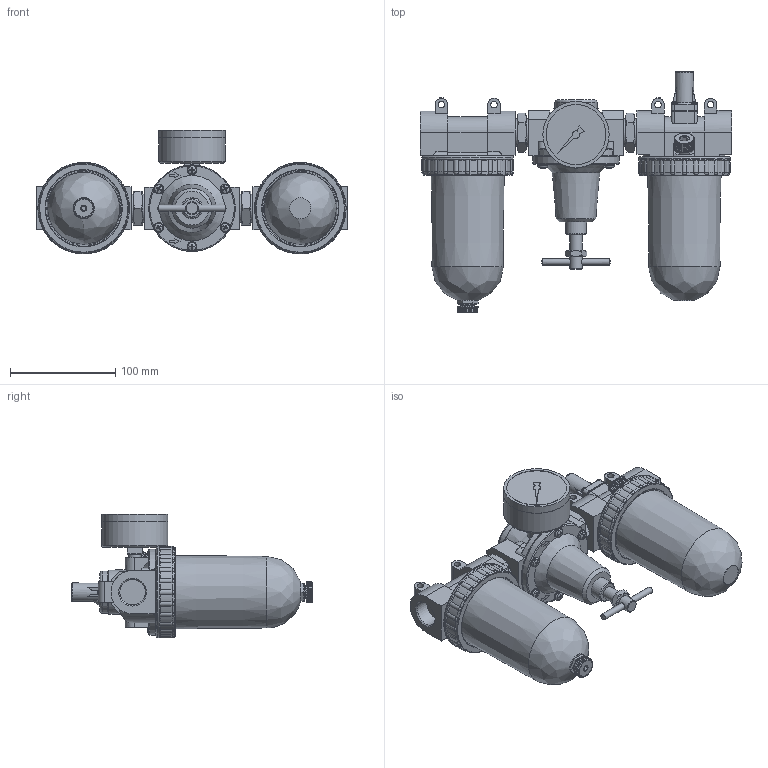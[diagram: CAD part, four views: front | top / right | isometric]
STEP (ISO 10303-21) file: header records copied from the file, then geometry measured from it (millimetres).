
FILE_DESCRIPTION( ( 'STEP AP203' ), ' ' );
FILE_NAME( '9.3034.00.035.0V.stp', '2017-04-18T09:45:04', ( '' ), ( '' ), ' ', 'PARTsolutions', ' ' );
FILE_SCHEMA( ( 'CONFIG_CONTROL_DESIGN' ) );
Length unit declared in the file: millimetre
Products named in the file (8): 9.3034.00.035.0V; _650 D/K-1; _650 D/K-1-3; _637.40 C-1(01)-1; _FRO-2; _761 K-1; _761 K-2; _252.07
Assembly tree (8 placements, depth 2):
  9.3034.00.035.0V
    _650 D/K-1
    _650 D/K-1-3
    _637.40 C-1(01)-1
    _FRO-2
    _761 K-1
    _761 K-2
    _252.07  x2
Bounding box: 296 x 229 x 117.8 mm (x, y, z)
Volume: 1710858.1 mm3; surface area: 195607.7 mm2
Topology: 8 solids, 8 shells, 959 faces, 2409 edges, 1524 vertices
Faces by surface type: plane 442, cylinder 289, cone 127, sphere 60, torus 39, bspline 2
Full cylindrical faces by diameter (mm): 4 x1, 5 x2, 6 x2, 6.2 x4, 8 x1, 8.5 x6, 9 x1, 9.2 x1, 10 x1, 11.445 x2, 12 x2, 13.157 x1, 14 x1, 16 x2, 17.5 x1, 19 x1, 20 x4, 24.117 x6, 26.441 x4, 40 x1, 57 x1, 62.96 x1, 63 x2, 72.584 x1, 80 x1, 82 x1, 82.4 x1, 87 x2
Entity records: 31076 total; most frequent: CARTESIAN_POINT 9116, DIRECTION 4569, ORIENTED_EDGE 4372, EDGE_CURVE 2186, AXIS2_PLACEMENT_3D 1796, VERTEX_POINT 1453, EDGE_LOOP 1141, FACE_OUTER_BOUND 1023
